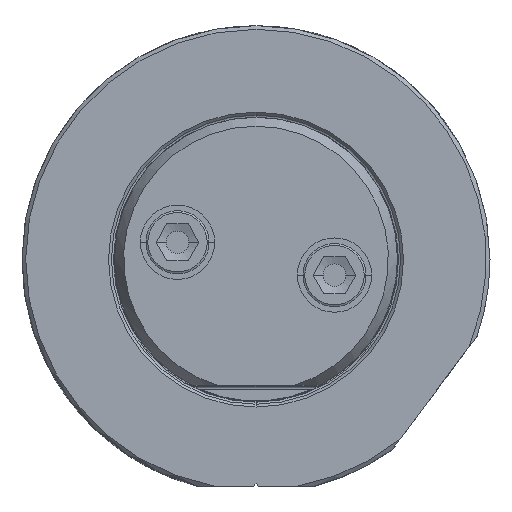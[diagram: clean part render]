
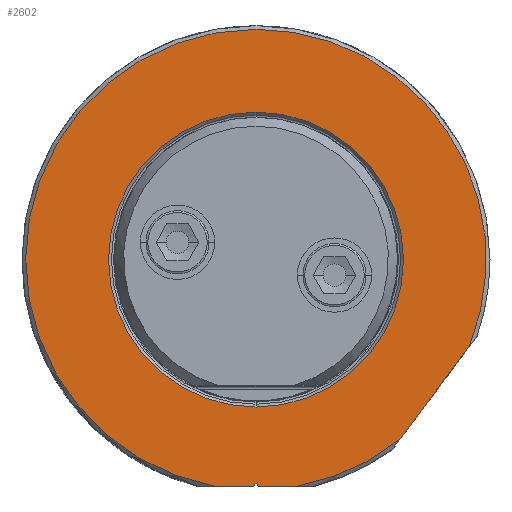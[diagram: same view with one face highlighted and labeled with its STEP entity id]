
A CAD part, top view. The second image highlights one B-rep face of the part: STEP entity #2602.
In plain terms, the highlighted planar face has unit normal (0, 0, 1).
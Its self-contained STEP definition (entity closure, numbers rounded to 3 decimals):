
#2134=PLANE('',#8491);
#2602=ADVANCED_FACE('',(#2941,#2942),#2134,.T.);
#2941=FACE_BOUND('',#3083,.T.);
#2942=FACE_BOUND('',#3084,.T.);
#3083=EDGE_LOOP('',(#5227,#5228,#5229,#5230,#5231,#5232,#5233,#5234));
#3084=EDGE_LOOP('',(#5235,#5236));
#3406=CIRCLE('',#8485,31.);
#3407=CIRCLE('',#8487,31.);
#3408=CIRCLE('',#8488,31.);
#3409=CIRCLE('',#8489,19.85);
#3410=CIRCLE('',#8490,19.85);
#3727=LINE('',#14812,#4054);
#3730=LINE('',#14836,#4057);
#3731=LINE('',#14838,#4058);
#3732=LINE('',#14840,#4059);
#3733=LINE('',#14842,#4060);
#4054=VECTOR('',#9561,1.);
#4057=VECTOR('',#9578,1.);
#4058=VECTOR('',#9579,1.);
#4059=VECTOR('',#9580,1.);
#4060=VECTOR('',#9581,1.);
#5227=ORIENTED_EDGE('',*,*,#7257,.T.);
#5228=ORIENTED_EDGE('',*,*,#7251,.T.);
#5229=ORIENTED_EDGE('',*,*,#7258,.T.);
#5230=ORIENTED_EDGE('',*,*,#7259,.T.);
#5231=ORIENTED_EDGE('',*,*,#7260,.F.);
#5232=ORIENTED_EDGE('',*,*,#7261,.T.);
#5233=ORIENTED_EDGE('',*,*,#7262,.T.);
#5234=ORIENTED_EDGE('',*,*,#7263,.F.);
#5235=ORIENTED_EDGE('',*,*,#7264,.T.);
#5236=ORIENTED_EDGE('',*,*,#7265,.T.);
#6548=VERTEX_POINT('',#14811);
#6549=VERTEX_POINT('',#14813);
#6552=VERTEX_POINT('',#14829);
#6553=VERTEX_POINT('',#14833);
#6554=VERTEX_POINT('',#14835);
#6555=VERTEX_POINT('',#14837);
#6556=VERTEX_POINT('',#14839);
#6557=VERTEX_POINT('',#14841);
#6558=VERTEX_POINT('',#14844);
#6559=VERTEX_POINT('',#14845);
#7251=EDGE_CURVE('',#6549,#6548,#3727,.T.);
#7257=EDGE_CURVE('',#6552,#6549,#3406,.T.);
#7258=EDGE_CURVE('',#6548,#6553,#3407,.T.);
#7259=EDGE_CURVE('',#6553,#6554,#3408,.T.);
#7260=EDGE_CURVE('',#6555,#6554,#3730,.T.);
#7261=EDGE_CURVE('',#6555,#6556,#3731,.T.);
#7262=EDGE_CURVE('',#6556,#6557,#3732,.T.);
#7263=EDGE_CURVE('',#6552,#6557,#3733,.T.);
#7264=EDGE_CURVE('',#6558,#6559,#3409,.T.);
#7265=EDGE_CURVE('',#6559,#6558,#3410,.T.);
#8485=AXIS2_PLACEMENT_3D('',#14830,#9570,#9571);
#8487=AXIS2_PLACEMENT_3D('',#14832,#9574,#9575);
#8488=AXIS2_PLACEMENT_3D('',#14834,#9576,#9577);
#8489=AXIS2_PLACEMENT_3D('',#14843,#9582,#9583);
#8490=AXIS2_PLACEMENT_3D('',#14846,#9584,#9585);
#8491=AXIS2_PLACEMENT_3D('',#14847,#9586,#9587);
#9561=DIRECTION('',(0.599,0.801,0.));
#9570=DIRECTION('',(0.,0.,1.));
#9571=DIRECTION('',(0.179,-0.984,0.));
#9574=DIRECTION('',(0.,0.,1.));
#9575=DIRECTION('',(0.926,-0.378,0.));
#9576=DIRECTION('',(0.,0.,1.));
#9577=DIRECTION('',(0.,1.,0.));
#9578=DIRECTION('',(-1.,0.,0.));
#9579=DIRECTION('',(0.707,0.707,0.));
#9580=DIRECTION('',(0.707,-0.707,0.));
#9581=DIRECTION('',(-1.,0.,0.));
#9582=DIRECTION('',(0.,0.,-1.));
#9583=DIRECTION('',(0.,-1.,0.));
#9584=DIRECTION('',(0.,0.,-1.));
#9585=DIRECTION('',(0.,1.,0.));
#9586=DIRECTION('',(0.,0.,1.));
#9587=DIRECTION('',(0.,-1.,0.));
#14811=CARTESIAN_POINT('',(28.705,-11.707,0.));
#14812=CARTESIAN_POINT('',(19.352,-24.218,0.));
#14813=CARTESIAN_POINT('',(19.352,-24.218,0.));
#14829=CARTESIAN_POINT('',(5.545,-30.5,0.));
#14830=CARTESIAN_POINT('',(0.,0.,0.));
#14832=CARTESIAN_POINT('',(0.,0.,0.));
#14833=CARTESIAN_POINT('',(0.,31.,0.));
#14834=CARTESIAN_POINT('',(0.,0.,0.));
#14835=CARTESIAN_POINT('',(-5.545,-30.5,0.));
#14836=CARTESIAN_POINT('',(-0.354,-30.5,0.));
#14837=CARTESIAN_POINT('',(-0.354,-30.5,0.));
#14838=CARTESIAN_POINT('',(-0.354,-30.5,0.));
#14839=CARTESIAN_POINT('',(0.,-30.146,0.));
#14840=CARTESIAN_POINT('',(0.,-30.146,0.));
#14841=CARTESIAN_POINT('',(0.354,-30.5,0.));
#14842=CARTESIAN_POINT('',(5.545,-30.5,0.));
#14843=CARTESIAN_POINT('',(0.,0.,0.));
#14844=CARTESIAN_POINT('',(0.,-19.85,0.));
#14845=CARTESIAN_POINT('',(0.,19.85,0.));
#14846=CARTESIAN_POINT('',(0.,0.,0.));
#14847=CARTESIAN_POINT('',(0.,0.25,0.));
